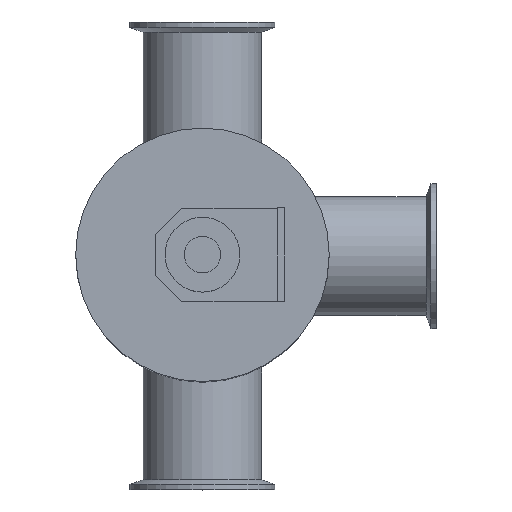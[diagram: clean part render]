
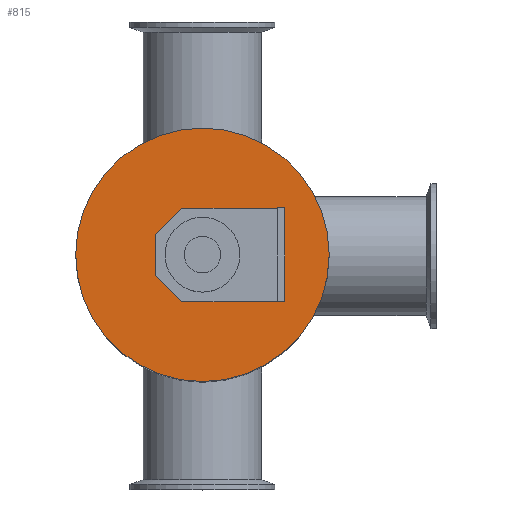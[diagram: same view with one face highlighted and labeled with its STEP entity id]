
A CAD part, top view. The second image highlights one B-rep face of the part: STEP entity #815.
In plain terms, the highlighted planar face has unit normal (0, 0, 1).
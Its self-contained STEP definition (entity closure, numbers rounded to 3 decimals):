
#198=FACE_OUTER_BOUND('',#268,.T.);
#268=EDGE_LOOP('',(#593));
#344=CIRCLE('',#958,67.75);
#398=VERTEX_POINT('',#1396);
#471=EDGE_CURVE('',#398,#398,#344,.T.);
#593=ORIENTED_EDGE('',*,*,#471,.F.);
#779=PLANE('',#957);
#815=ADVANCED_FACE('',(#198),#779,.T.);
#957=AXIS2_PLACEMENT_3D('',#1395,#1116,#1117);
#958=AXIS2_PLACEMENT_3D('',#1397,#1118,#1119);
#1116=DIRECTION('center_axis',(0.,0.,1.));
#1117=DIRECTION('ref_axis',(1.,0.,0.));
#1118=DIRECTION('center_axis',(0.,0.,-1.));
#1119=DIRECTION('ref_axis',(-1.,0.,0.));
#1395=CARTESIAN_POINT('Origin',(-33.875,0.,351.25));
#1396=CARTESIAN_POINT('',(67.75,0.,351.25));
#1397=CARTESIAN_POINT('Origin',(0.,0.,351.25));
